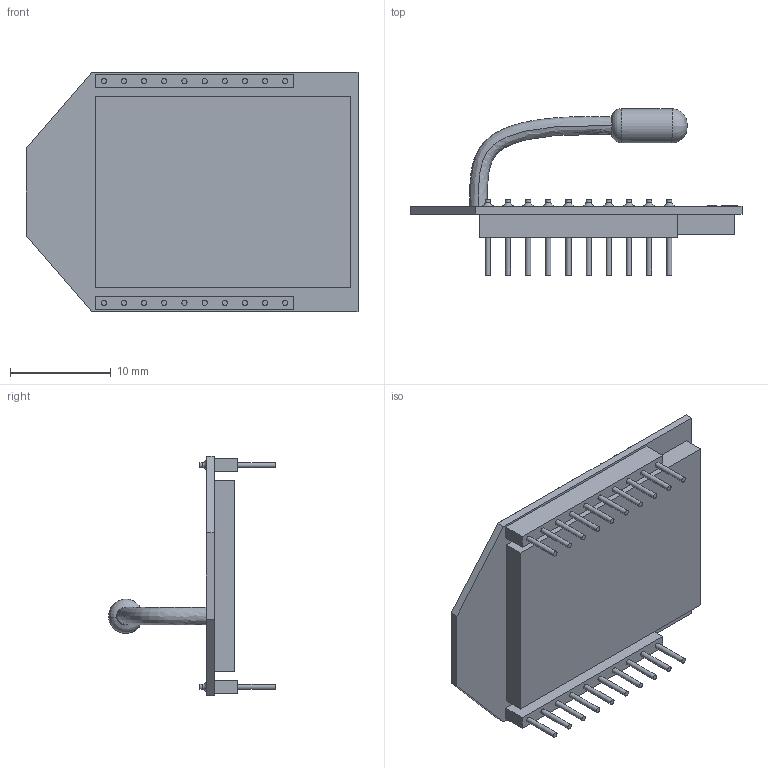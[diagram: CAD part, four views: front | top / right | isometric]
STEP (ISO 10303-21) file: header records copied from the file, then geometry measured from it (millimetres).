
FILE_DESCRIPTION(/* description */ (''),/* implementation_level */ '2;1');
FILE_NAME(/* name */ 'XBeeProS1.step',/* time_stamp */ '2024-01-26T22:48:03+05:30',/* author */ (''),/* organization */ (''),/* preprocessor_version */ 'ST-DEVELOPER v20',/* originating_system */ 'Autodesk Translation Framework v12.14.0.127',/* authorisation */ '');
FILE_SCHEMA (('AUTOMOTIVE_DESIGN { 1 0 10303 214 3 1 1 }'));
Length unit declared in the file: millimetre
Products named in the file (1): XBeeProS1.f3d 
Bounding box: 32.94 x 16.56 x 23.73 mm (x, y, z)
Volume: 1783.8 mm3; surface area: 2239.5 mm2
Topology: 1 solids, 1 shells, 183 faces, 371 edges, 247 vertices
Faces by surface type: plane 109, cylinder 49, torus 20, bspline 5
Full cylindrical faces by diameter (mm): 0.51 x40, 0.793 x1, 0.831 x1, 0.878 x1, 0.884 x1, 0.996 x1, 1.479 x1, 1.54 x1, 3.4 x1
Entity records: 5544 total; most frequent: CARTESIAN_POINT 1321, DIRECTION 895, ORIENTED_EDGE 742, EDGE_CURVE 371, AXIS2_PLACEMENT_3D 349, VERTEX_POINT 247, EDGE_LOOP 240, LINE 197
